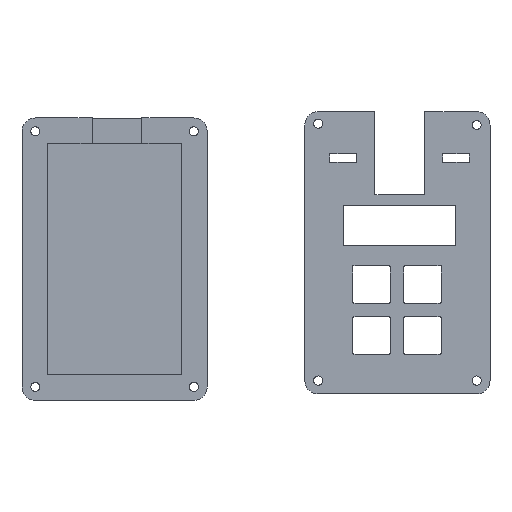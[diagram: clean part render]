
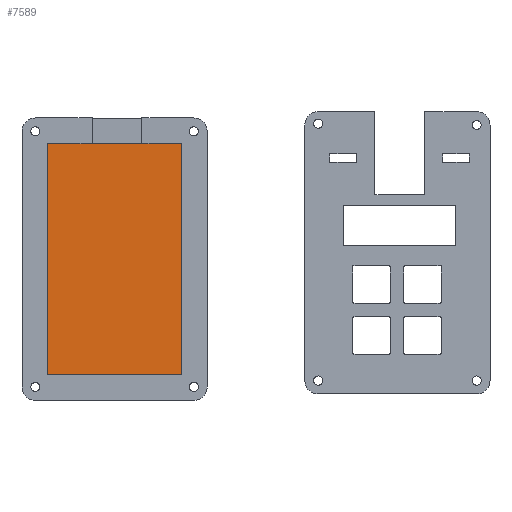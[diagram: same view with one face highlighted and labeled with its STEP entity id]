
A CAD part, top view. The second image highlights one B-rep face of the part: STEP entity #7589.
In plain terms, the highlighted planar face has unit normal (0, 0, 1).
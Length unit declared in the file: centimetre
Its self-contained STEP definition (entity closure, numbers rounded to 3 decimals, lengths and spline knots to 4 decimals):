
#720=PLANE('',#8038);
#897=FACE_OUTER_BOUND('',#1323,.T.);
#1323=EDGE_LOOP('',(#5258,#5259,#5260,#5261));
#1816=LINE('',#9632,#2497);
#1818=LINE('',#9637,#2499);
#1819=LINE('',#9638,#2500);
#1820=LINE('',#9639,#2501);
#2497=VECTOR('',#8379,1.);
#2499=VECTOR('',#8383,1.);
#2500=VECTOR('',#8384,1.);
#2501=VECTOR('',#8385,1.);
#3249=VERTEX_POINT('',#9629);
#3250=VERTEX_POINT('',#9631);
#3251=VERTEX_POINT('',#9635);
#3252=VERTEX_POINT('',#9636);
#4048=EDGE_CURVE('',#3249,#3250,#1816,.T.);
#4050=EDGE_CURVE('',#3251,#3252,#1818,.T.);
#4051=EDGE_CURVE('',#3250,#3251,#1819,.T.);
#4052=EDGE_CURVE('',#3252,#3249,#1820,.T.);
#5258=ORIENTED_EDGE('',*,*,#4050,.F.);
#5259=ORIENTED_EDGE('',*,*,#4051,.F.);
#5260=ORIENTED_EDGE('',*,*,#4048,.F.);
#5261=ORIENTED_EDGE('',*,*,#4052,.F.);
#7589=ADVANCED_FACE('',(#897),#720,.T.);
#8038=AXIS2_PLACEMENT_3D('',#9634,#8381,#8382);
#8379=DIRECTION('',(1.,0.,0.));
#8381=DIRECTION('center_axis',(0.,0.,1.));
#8382=DIRECTION('ref_axis',(1.,0.,0.));
#8383=DIRECTION('',(-1.,0.,0.));
#8384=DIRECTION('',(0.,-1.,0.));
#8385=DIRECTION('',(0.,1.,0.));
#9629=CARTESIAN_POINT('',(-4.107,4.2885,0.3));
#9631=CARTESIAN_POINT('',(0.888,4.2885,0.3));
#9632=CARTESIAN_POINT('',(-2.8583,4.2885,0.3));
#9634=CARTESIAN_POINT('Origin',(-1.6095,-0.0177,0.3));
#9635=CARTESIAN_POINT('',(0.888,-4.324,0.3));
#9636=CARTESIAN_POINT('',(-4.107,-4.324,0.3));
#9637=CARTESIAN_POINT('',(-0.3608,-4.324,0.3));
#9638=CARTESIAN_POINT('',(0.888,2.1354,0.3));
#9639=CARTESIAN_POINT('',(-4.107,-2.1708,0.3));
